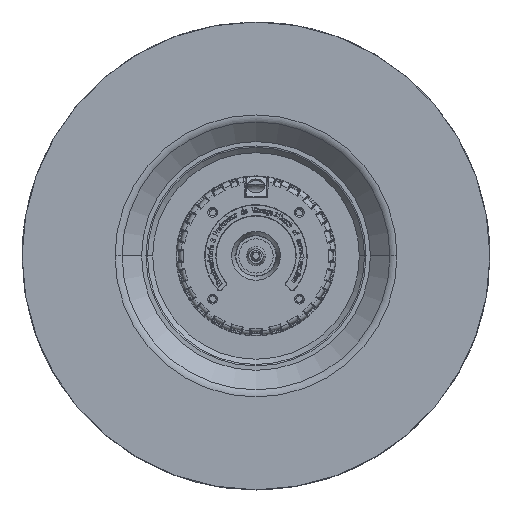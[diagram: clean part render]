
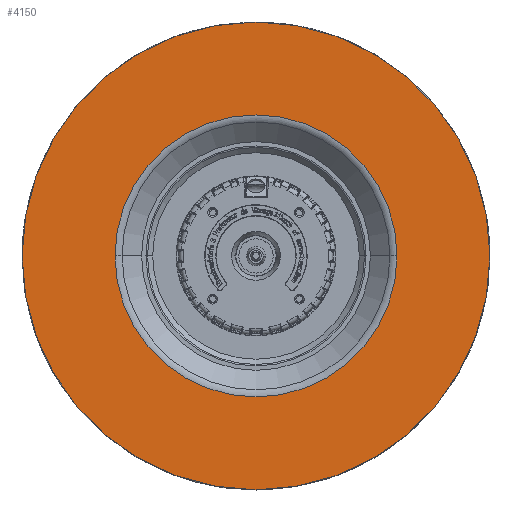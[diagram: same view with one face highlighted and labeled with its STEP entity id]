
A CAD part, top view. The second image highlights one B-rep face of the part: STEP entity #4150.
In plain terms, the highlighted planar face has unit normal (0, 0, 1).
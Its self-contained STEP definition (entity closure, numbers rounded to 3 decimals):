
#1834=CARTESIAN_POINT('',(0.,0.,2.654));
#1835=DIRECTION('',(0.,0.,-1.));
#1836=DIRECTION('',(1.,0.,0.));
#1837=AXIS2_PLACEMENT_3D('',#1834,#1835,#1836);
#1839=CARTESIAN_POINT('',(0.,0.,2.654));
#1840=DIRECTION('',(0.,0.,-1.));
#1841=DIRECTION('',(-1.,0.,0.));
#1842=AXIS2_PLACEMENT_3D('',#1839,#1840,#1841);
#1844=CARTESIAN_POINT('',(0.,0.,2.654));
#1845=DIRECTION('',(0.,0.,1.));
#1846=DIRECTION('',(1.,0.,0.));
#1847=AXIS2_PLACEMENT_3D('',#1844,#1845,#1846);
#1849=CARTESIAN_POINT('',(0.,0.,2.654));
#1850=DIRECTION('',(0.,0.,1.));
#1851=DIRECTION('',(-1.,0.,0.));
#1852=AXIS2_PLACEMENT_3D('',#1849,#1850,#1851);
#2048=CARTESIAN_POINT('',(-66.562,0.,2.654));
#2049=VERTEX_POINT('',#2048);
#2050=CARTESIAN_POINT('',(66.562,0.,2.654));
#2051=VERTEX_POINT('',#2050);
#2052=CARTESIAN_POINT('',(110.428,0.,2.654));
#2053=CARTESIAN_POINT('',(-110.428,0.,
2.654));
#2054=VERTEX_POINT('',#2052);
#2055=VERTEX_POINT('',#2053);
#4135=CARTESIAN_POINT('',(0.,0.,2.654));
#4136=DIRECTION('',(0.,0.,-1.));
#4137=DIRECTION('',(1.,0.,0.));
#4138=AXIS2_PLACEMENT_3D('',#4135,#4136,#4137);
#4139=PLANE('',#4138);
#4140=ORIENTED_EDGE('',*,*,#2759,.T.);
#4141=ORIENTED_EDGE('',*,*,#2820,.T.);
#4142=EDGE_LOOP('',(#4140,#4141));
#4143=FACE_OUTER_BOUND('',#4142,.F.);
#4145=ORIENTED_EDGE('',*,*,#4144,.T.);
#4147=ORIENTED_EDGE('',*,*,#4146,.T.);
#4148=EDGE_LOOP('',(#4145,#4147));
#4149=FACE_BOUND('',#4148,.F.);
#1838=CIRCLE('',#1837,110.428);
#1843=CIRCLE('',#1842,110.428);
#1848=CIRCLE('',#1847,66.562);
#1853=CIRCLE('',#1852,66.562);
#2759=EDGE_CURVE('',#2054,#2055,#1838,.T.);
#2820=EDGE_CURVE('',#2055,#2054,#1843,.T.);
#4144=EDGE_CURVE('',#2051,#2049,#1848,.T.);
#4146=EDGE_CURVE('',#2049,#2051,#1853,.T.);
#4150=ADVANCED_FACE('',(#4143,#4149),#4139,.F.);
